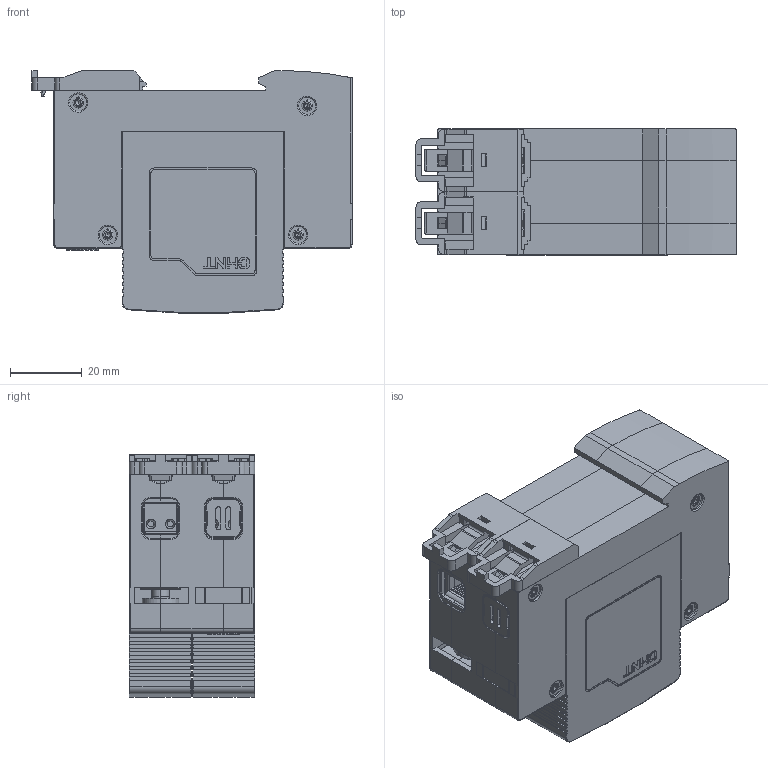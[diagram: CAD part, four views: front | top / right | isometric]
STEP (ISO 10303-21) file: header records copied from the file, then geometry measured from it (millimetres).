
FILE_DESCRIPTION((''),'2;1');
FILE_NAME('NU6-IIG_2P2020100001_ASM','2023-07-24T13:33:04',('wanghy1'),(''),'CREO PARAMETRIC BY PTC INC, 2020044','CREO PARAMETRIC BY PTC INC, 2020044','');
FILE_SCHEMA(('CONFIG_CONTROL_DESIGN','SHAPE_APPEARANCE_LAYERS_GROUPS'));
Products named in the file (2): NU6-IIG_2P20230719_1_ASM; NU6-IIG_2P2020100001_ASM
Assembly tree (1 placements, depth 2):
  NU6-IIG_2P2020100001_ASM
    NU6-IIG_2P20230719_1_ASM
Bounding box: 89.1 x 35 x 67.57 mm (x, y, z)
Surface area: 89018 mm2 (no closed solid volume)
Topology: 0 solids, 39 shells, 4294 faces, 12274 edges, 8112 vertices
Faces by surface type: plane 2944, cylinder 1080, torus 174, cone 78, sphere 14, bspline 4
Entity records: 154963 total; most frequent: CARTESIAN_POINT 26083, ORIENTED_EDGE 24386, DIRECTION 23418, EDGE_CURVE 12250, VECTOR 8980, LINE 8980, VERTEX_POINT 8111, AXIS2_PLACEMENT_3D 7219
